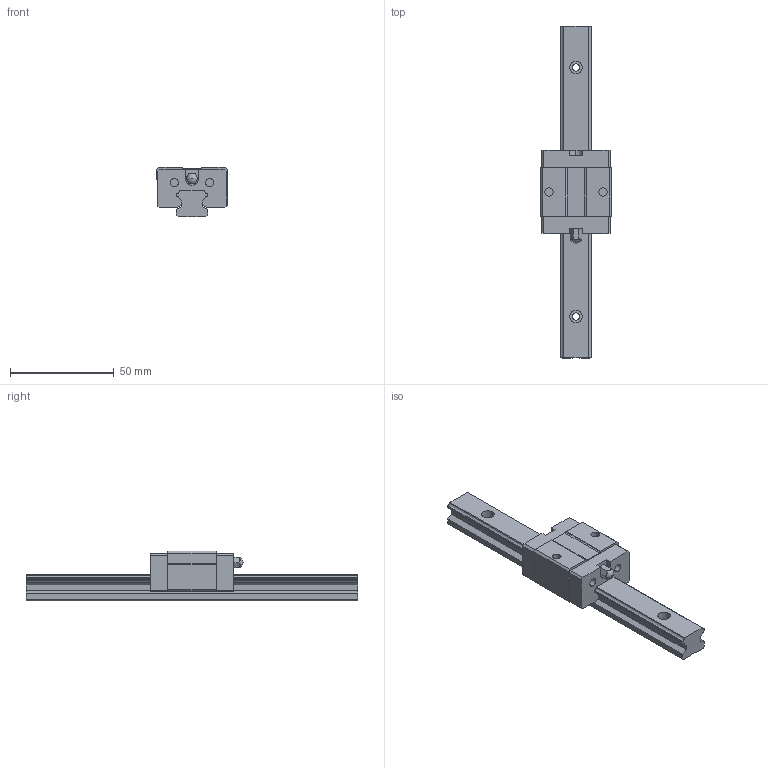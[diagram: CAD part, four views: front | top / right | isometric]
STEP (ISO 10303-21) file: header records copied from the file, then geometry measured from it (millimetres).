
FILE_DESCRIPTION((''),'1');
FILE_NAME(' ',' ',(''),(''),'ACIS Interop R16','Kubotek KeyCreator V6.5.2 (0407)',' ');
FILE_SCHEMA(('CONFIG_CONTROL_DESIGN'));
Length unit declared in the file: millimetre
Products named in the file (3): 1; 2; 3
Bounding box: 34 x 160 x 24 mm (x, y, z)
Volume: 45416.4 mm3; surface area: 16947.5 mm2
Topology: 3 solids, 3 shells, 145 faces, 393 edges, 263 vertices
Faces by surface type: plane 101, cylinder 42, sphere 2
Entity records: 4719 total; most frequent: CARTESIAN_POINT 804, DIRECTION 793, ORIENTED_EDGE 786, EDGE_CURVE 393, LINE 289, VECTOR 289, VERTEX_POINT 263, AXIS2_PLACEMENT_3D 252
